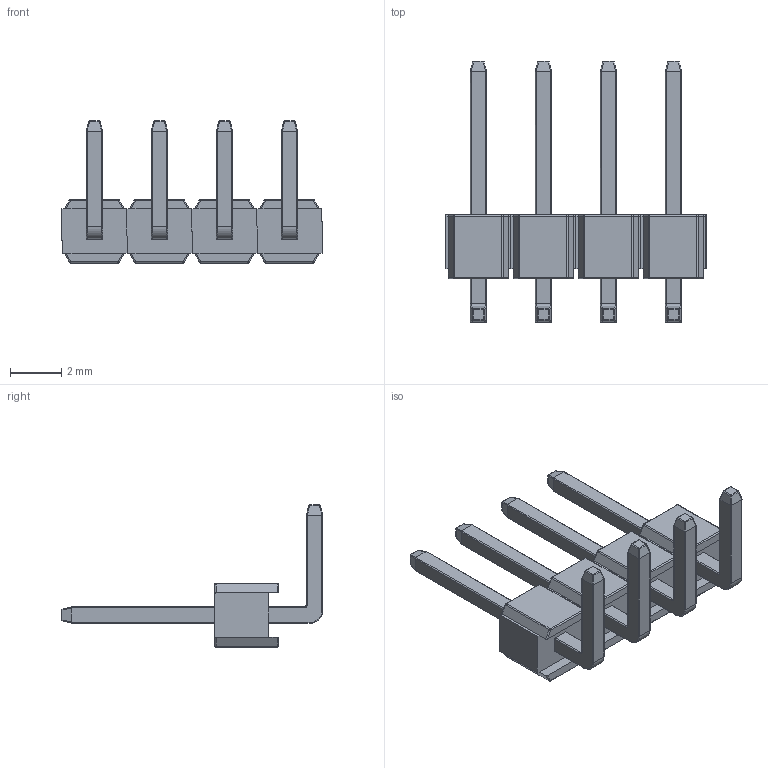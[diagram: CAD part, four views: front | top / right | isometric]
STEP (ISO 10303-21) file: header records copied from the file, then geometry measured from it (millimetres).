
FILE_DESCRIPTION (( 'STEP AP214' ), '1' );
FILE_NAME ('PH1RB-04-UA.STEP', '2019-04-16T16:46:07', ( '' ), ( '' ), 'SwSTEP 2.0', 'SolidWorks 2014', '' );
FILE_SCHEMA (( 'AUTOMOTIVE_DESIGN' ));
Length unit declared in the file: millimetre
Products named in the file (1): PH1RB-04-UA
Bounding box: 10.17 x 10.22 x 5.55 mm (x, y, z)
Volume: 72.5 mm3; surface area: 304.5 mm2
Topology: 12 solids, 12 shells, 472 faces, 1136 edges, 672 vertices
Faces by surface type: cylinder 216, plane 176, torus 48, sphere 32
Entity records: 13513 total; most frequent: CARTESIAN_POINT 2697, DIRECTION 2274, ORIENTED_EDGE 2240, EDGE_CURVE 1120, AXIS2_PLACEMENT_3D 825, VERTEX_POINT 672, VECTOR 624, LINE 624
